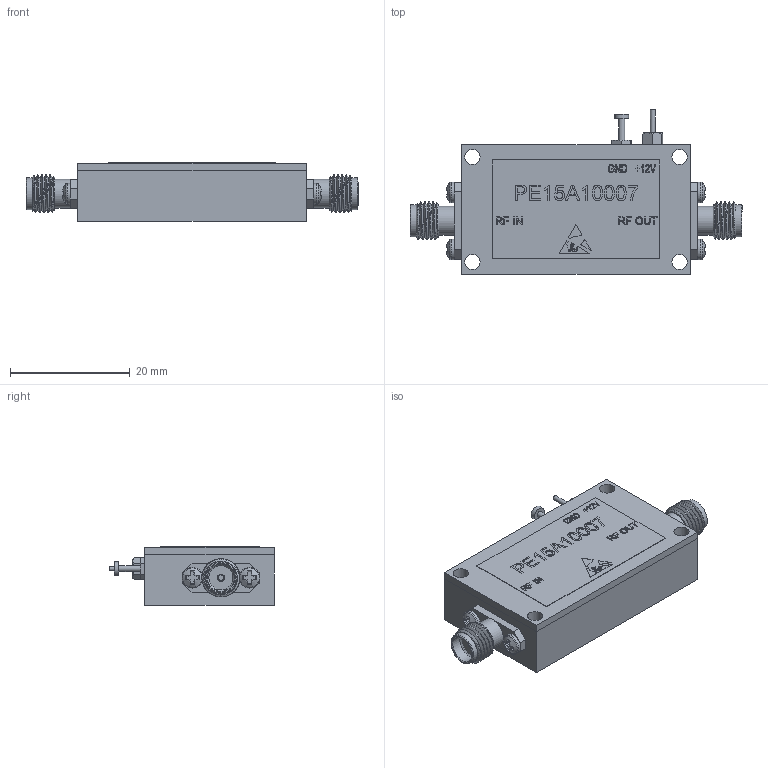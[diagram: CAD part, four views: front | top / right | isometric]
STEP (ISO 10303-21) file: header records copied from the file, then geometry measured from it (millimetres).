
FILE_DESCRIPTION (( 'STEP AP203' ), '1' );
FILE_NAME ('PE15A1007_3D.step', '2021-06-11T14:50:06', ( '' ), ( '' ), 'SwSTEP 2.0', 'SolidWorks 2020', '' );
FILE_SCHEMA (( 'CONFIG_CONTROL_DESIGN' ));
Length unit declared in the file: inch
Products named in the file (1): PE15A1007_3D
Bounding box: 55.37 x 27.43 x 9.73 mm (x, y, z)
Volume: 8241.9 mm3; surface area: 3776.1 mm2
Topology: 1 solids, 7 shells, 604 faces, 1547 edges, 1022 vertices
Faces by surface type: plane 397, bspline 138, cone 38, cylinder 31
Full cylindrical faces by diameter (mm): 0.762 x1, 0.899 x1, 0.94 x4, 1.016 x1, 1.194 x2, 1.854 x4, 2.286 x1, 2.54 x4, 3.454 x4, 4.521 x2, 4.826 x2, 5.334 x2
Entity records: 26152 total; most frequent: CARTESIAN_POINT 12756, ORIENTED_EDGE 2978, DIRECTION 2157, EDGE_CURVE 1489, VERTEX_POINT 1004, LINE 971, VECTOR 971, EDGE_LOOP 717
